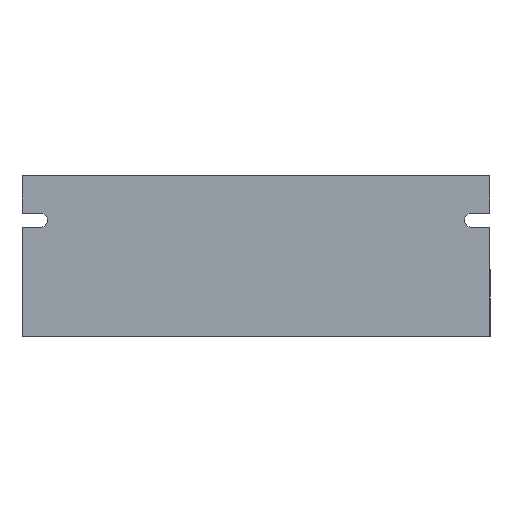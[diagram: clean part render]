
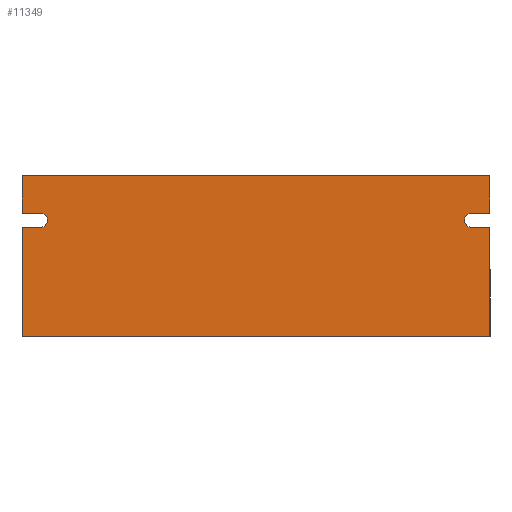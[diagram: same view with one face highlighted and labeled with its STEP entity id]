
A CAD part, left-side view. The second image highlights one B-rep face of the part: STEP entity #11349.
In plain terms, the highlighted planar face has unit normal (-1, 0, 0).
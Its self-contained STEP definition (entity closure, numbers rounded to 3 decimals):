
#282 = CARTESIAN_POINT ( 'NONE',  ( -48.5, 75.5, -52. ) ) ;
#522 = CARTESIAN_POINT ( 'NONE',  ( -48.5, 69.5, -16.75 ) ) ;
#808 = EDGE_LOOP ( 'NONE', ( #14255, #3155, #8639, #11935, #13126, #2991, #1405, #3732, #11489, #1843, #5532, #12758 ) ) ;
#873 = EDGE_CURVE ( 'NONE', #10401, #11206, #6369, .T. ) ;
#1261 = CARTESIAN_POINT ( 'NONE',  ( -48.5, -69.5, -16.75 ) ) ;
#1285 = CARTESIAN_POINT ( 'NONE',  ( -48.5, -75.5, -52. ) ) ;
#1326 = VERTEX_POINT ( 'NONE', #2879 ) ;
#1405 = ORIENTED_EDGE ( 'NONE', *, *, #8814, .F. ) ;
#1604 = VECTOR ( 'NONE', #3896, 1000. ) ;
#1838 = AXIS2_PLACEMENT_3D ( 'NONE', #13719, #3142, #1978 ) ;
#1843 = ORIENTED_EDGE ( 'NONE', *, *, #14001, .F. ) ;
#1953 = CARTESIAN_POINT ( 'NONE',  ( -48.5, 75.5, 0. ) ) ;
#1956 = DIRECTION ( 'NONE',  ( 0., 1., 0. ) ) ;
#1978 = DIRECTION ( 'NONE',  ( 0., 0., 1. ) ) ;
#2103 = EDGE_CURVE ( 'NONE', #10401, #2548, #4492, .T. ) ;
#2121 = VECTOR ( 'NONE', #10520, 1000. ) ;
#2186 = CARTESIAN_POINT ( 'NONE',  ( -48.5, -69.5, -14.5 ) ) ;
#2194 = LINE ( 'NONE', #13935, #14573 ) ;
#2288 = DIRECTION ( 'NONE',  ( 0., -1., 0. ) ) ;
#2538 = VECTOR ( 'NONE', #7374, 1000. ) ;
#2548 = VERTEX_POINT ( 'NONE', #15226 ) ;
#2595 = CARTESIAN_POINT ( 'NONE',  ( -48.5, -75.5, 0. ) ) ;
#2879 = CARTESIAN_POINT ( 'NONE',  ( -48.5, -75.5, -16.75 ) ) ;
#2991 = ORIENTED_EDGE ( 'NONE', *, *, #3888, .F. ) ;
#3062 = VECTOR ( 'NONE', #1956, 1000. ) ;
#3118 = LINE ( 'NONE', #10220, #3062 ) ;
#3142 = DIRECTION ( 'NONE',  ( -1., 0., 0. ) ) ;
#3155 = ORIENTED_EDGE ( 'NONE', *, *, #11637, .T. ) ;
#3680 = LINE ( 'NONE', #2595, #8561 ) ;
#3732 = ORIENTED_EDGE ( 'NONE', *, *, #12920, .T. ) ;
#3888 = EDGE_CURVE ( 'NONE', #7651, #8872, #3680, .T. ) ;
#3896 = DIRECTION ( 'NONE',  ( 0., 1., 0. ) ) ;
#4294 = EDGE_CURVE ( 'NONE', #11529, #10478, #5852, .T. ) ;
#4417 = CARTESIAN_POINT ( 'NONE',  ( -48.5, -75.5, -52. ) ) ;
#4492 = LINE ( 'NONE', #4417, #10610 ) ;
#4978 = CARTESIAN_POINT ( 'NONE',  ( -48.5, 69.5, -12.25 ) ) ;
#5044 = LINE ( 'NONE', #7442, #1604 ) ;
#5532 = ORIENTED_EDGE ( 'NONE', *, *, #873, .F. ) ;
#5806 = CARTESIAN_POINT ( 'NONE',  ( -48.5, 75.5, -12.25 ) ) ;
#5852 = CIRCLE ( 'NONE', #13245, 2.25 ) ;
#6369 = LINE ( 'NONE', #282, #2538 ) ;
#6504 = VERTEX_POINT ( 'NONE', #11181 ) ;
#6529 = AXIS2_PLACEMENT_3D ( 'NONE', #12629, #11397, #12387 ) ;
#6536 = PLANE ( 'NONE',  #1838 ) ;
#6721 = VERTEX_POINT ( 'NONE', #4978 ) ;
#6958 = CARTESIAN_POINT ( 'NONE',  ( -48.5, -75.5, -12.25 ) ) ;
#7374 = DIRECTION ( 'NONE',  ( 0., 0., 1. ) ) ;
#7442 = CARTESIAN_POINT ( 'NONE',  ( -48.5, -75.5, -16.75 ) ) ;
#7651 = VERTEX_POINT ( 'NONE', #1953 ) ;
#8021 = CARTESIAN_POINT ( 'NONE',  ( -48.5, -75.5, -52. ) ) ;
#8532 = CARTESIAN_POINT ( 'NONE',  ( -48.5, -75.5, -16.75 ) ) ;
#8561 = VECTOR ( 'NONE', #2288, 1000. ) ;
#8639 = ORIENTED_EDGE ( 'NONE', *, *, #4294, .F. ) ;
#8814 = EDGE_CURVE ( 'NONE', #10041, #7651, #2194, .T. ) ;
#8872 = VERTEX_POINT ( 'NONE', #11695 ) ;
#8998 = EDGE_CURVE ( 'NONE', #6504, #8872, #9174, .T. ) ;
#9003 = FACE_OUTER_BOUND ( 'NONE', #808, .T. ) ;
#9100 = DIRECTION ( 'NONE',  ( 0., 0., 1. ) ) ;
#9174 = LINE ( 'NONE', #8021, #12105 ) ;
#9356 = DIRECTION ( 'NONE',  ( 0., -1., 0. ) ) ;
#9608 = CARTESIAN_POINT ( 'NONE',  ( -48.5, -69.5, -12.25 ) ) ;
#9854 = CARTESIAN_POINT ( 'NONE',  ( -48.5, 75.5, -16.75 ) ) ;
#10041 = VERTEX_POINT ( 'NONE', #5806 ) ;
#10220 = CARTESIAN_POINT ( 'NONE',  ( -48.5, -75.5, -12.25 ) ) ;
#10401 = VERTEX_POINT ( 'NONE', #12490 ) ;
#10444 = DIRECTION ( 'NONE',  ( -1., 0., 0. ) ) ;
#10478 = VERTEX_POINT ( 'NONE', #1261 ) ;
#10520 = DIRECTION ( 'NONE',  ( 0., -1., 0. ) ) ;
#10610 = VECTOR ( 'NONE', #9356, 1000. ) ;
#11095 = DIRECTION ( 'NONE',  ( 0., 0., 1. ) ) ;
#11181 = CARTESIAN_POINT ( 'NONE',  ( -48.5, -75.5, -12.25 ) ) ;
#11206 = VERTEX_POINT ( 'NONE', #9854 ) ;
#11227 = VECTOR ( 'NONE', #12158, 1000. ) ;
#11349 = ADVANCED_FACE ( 'NONE', ( #9003 ), #6536, .T. ) ;
#11397 = DIRECTION ( 'NONE',  ( -1., 0., 0. ) ) ;
#11489 = ORIENTED_EDGE ( 'NONE', *, *, #11744, .F. ) ;
#11529 = VERTEX_POINT ( 'NONE', #9608 ) ;
#11637 = EDGE_CURVE ( 'NONE', #1326, #10478, #5044, .T. ) ;
#11695 = CARTESIAN_POINT ( 'NONE',  ( -48.5, -75.5, 0. ) ) ;
#11744 = EDGE_CURVE ( 'NONE', #15086, #6721, #14193, .T. ) ;
#11935 = ORIENTED_EDGE ( 'NONE', *, *, #14100, .F. ) ;
#12105 = VECTOR ( 'NONE', #9100, 1000. ) ;
#12158 = DIRECTION ( 'NONE',  ( 0., -1., 0. ) ) ;
#12387 = DIRECTION ( 'NONE',  ( 0., 0., 1. ) ) ;
#12440 = EDGE_CURVE ( 'NONE', #2548, #1326, #12808, .T. ) ;
#12490 = CARTESIAN_POINT ( 'NONE',  ( -48.5, 75.5, -52. ) ) ;
#12627 = DIRECTION ( 'NONE',  ( 0., 0., 1. ) ) ;
#12629 = CARTESIAN_POINT ( 'NONE',  ( -48.5, 69.5, -14.5 ) ) ;
#12758 = ORIENTED_EDGE ( 'NONE', *, *, #2103, .T. ) ;
#12808 = LINE ( 'NONE', #1285, #14440 ) ;
#12920 = EDGE_CURVE ( 'NONE', #10041, #6721, #13919, .T. ) ;
#13126 = ORIENTED_EDGE ( 'NONE', *, *, #8998, .T. ) ;
#13245 = AXIS2_PLACEMENT_3D ( 'NONE', #2186, #10444, #11095 ) ;
#13719 = CARTESIAN_POINT ( 'NONE',  ( -48.5, -75.5, -52. ) ) ;
#13919 = LINE ( 'NONE', #6958, #2121 ) ;
#13935 = CARTESIAN_POINT ( 'NONE',  ( -48.5, 75.5, -52. ) ) ;
#14001 = EDGE_CURVE ( 'NONE', #11206, #15086, #14396, .T. ) ;
#14100 = EDGE_CURVE ( 'NONE', #6504, #11529, #3118, .T. ) ;
#14112 = DIRECTION ( 'NONE',  ( 0., 0., 1. ) ) ;
#14193 = CIRCLE ( 'NONE', #6529, 2.25 ) ;
#14255 = ORIENTED_EDGE ( 'NONE', *, *, #12440, .T. ) ;
#14396 = LINE ( 'NONE', #8532, #11227 ) ;
#14440 = VECTOR ( 'NONE', #14112, 1000. ) ;
#14573 = VECTOR ( 'NONE', #12627, 1000. ) ;
#15086 = VERTEX_POINT ( 'NONE', #522 ) ;
#15226 = CARTESIAN_POINT ( 'NONE',  ( -48.5, -75.5, -52. ) ) ;
